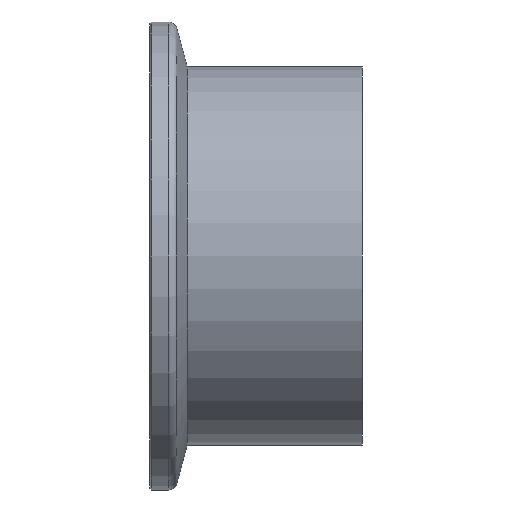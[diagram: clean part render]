
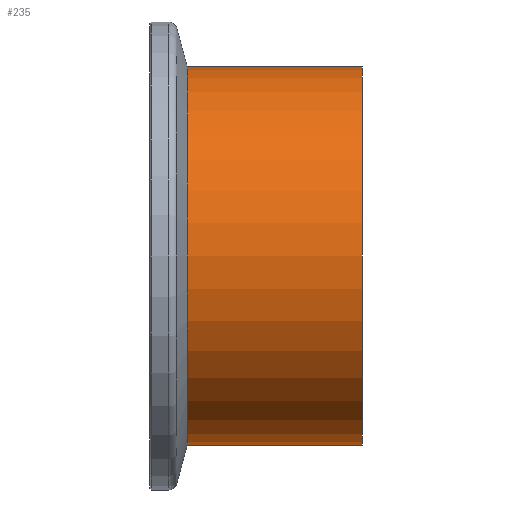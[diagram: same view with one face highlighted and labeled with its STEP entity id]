
A CAD part, left-side view. The second image highlights one B-rep face of the part: STEP entity #235.
In plain terms, the highlighted cylindrical face has radius 22.25 mm (diameter 44.5 mm), a partial arc.
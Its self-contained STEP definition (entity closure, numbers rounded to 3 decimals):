
#4 = AXIS2_PLACEMENT_3D ( 'NONE', #368, #27, #494 ) ;
#27 = DIRECTION ( 'NONE',  ( 0., 1., 0. ) ) ;
#28 = CARTESIAN_POINT ( 'NONE',  ( 0., 50.906, 22.25 ) ) ;
#30 = EDGE_CURVE ( 'NONE', #184, #188, #377, .T. ) ;
#45 = CARTESIAN_POINT ( 'NONE',  ( 0., 0., 22.25 ) ) ;
#54 = ORIENTED_EDGE ( 'NONE', *, *, #30, .F. ) ;
#65 = EDGE_CURVE ( 'NONE', #228, #465, #108, .T. ) ;
#67 = DIRECTION ( 'NONE',  ( 0., 0., 1. ) ) ;
#88 = CIRCLE ( 'NONE', #197, 22.25 ) ;
#89 = ORIENTED_EDGE ( 'NONE', *, *, #441, .F. ) ;
#91 = EDGE_CURVE ( 'NONE', #184, #228, #88, .T. ) ;
#108 = LINE ( 'NONE', #28, #310 ) ;
#114 = CARTESIAN_POINT ( 'NONE',  ( 0., 0., 0. ) ) ;
#125 = CYLINDRICAL_SURFACE ( 'NONE', #214, 22.25 ) ;
#129 = DIRECTION ( 'NONE',  ( 0., 1., 0. ) ) ;
#150 = CARTESIAN_POINT ( 'NONE',  ( 0., 20.593, 22.25 ) ) ;
#155 = DIRECTION ( 'NONE',  ( 0., 1., 0. ) ) ;
#174 = EDGE_LOOP ( 'NONE', ( #54, #519, #390, #89 ) ) ;
#184 = VERTEX_POINT ( 'NONE', #324 ) ;
#188 = VERTEX_POINT ( 'NONE', #360 ) ;
#197 = AXIS2_PLACEMENT_3D ( 'NONE', #114, #495, #67 ) ;
#214 = AXIS2_PLACEMENT_3D ( 'NONE', #506, #129, #462 ) ;
#228 = VERTEX_POINT ( 'NONE', #45 ) ;
#235 = ADVANCED_FACE ( 'NONE', ( #386 ), #125, .T. ) ;
#259 = VECTOR ( 'NONE', #155, 1000. ) ;
#276 = DIRECTION ( 'NONE',  ( 0., 1., 0. ) ) ;
#310 = VECTOR ( 'NONE', #276, 1000. ) ;
#324 = CARTESIAN_POINT ( 'NONE',  ( 0., 0., -22.25 ) ) ;
#360 = CARTESIAN_POINT ( 'NONE',  ( 0., 20.593, -22.25 ) ) ;
#368 = CARTESIAN_POINT ( 'NONE',  ( 0., 20.593, 0. ) ) ;
#377 = LINE ( 'NONE', #418, #259 ) ;
#386 = FACE_OUTER_BOUND ( 'NONE', #174, .T. ) ;
#390 = ORIENTED_EDGE ( 'NONE', *, *, #65, .T. ) ;
#399 = CIRCLE ( 'NONE', #4, 22.25 ) ;
#418 = CARTESIAN_POINT ( 'NONE',  ( 0., 50.906, -22.25 ) ) ;
#441 = EDGE_CURVE ( 'NONE', #188, #465, #399, .T. ) ;
#462 = DIRECTION ( 'NONE',  ( 0., 0., 1. ) ) ;
#465 = VERTEX_POINT ( 'NONE', #150 ) ;
#494 = DIRECTION ( 'NONE',  ( 0., 0., 1. ) ) ;
#495 = DIRECTION ( 'NONE',  ( 0., 1., 0. ) ) ;
#506 = CARTESIAN_POINT ( 'NONE',  ( 0., 50.906, 0. ) ) ;
#519 = ORIENTED_EDGE ( 'NONE', *, *, #91, .T. ) ;
